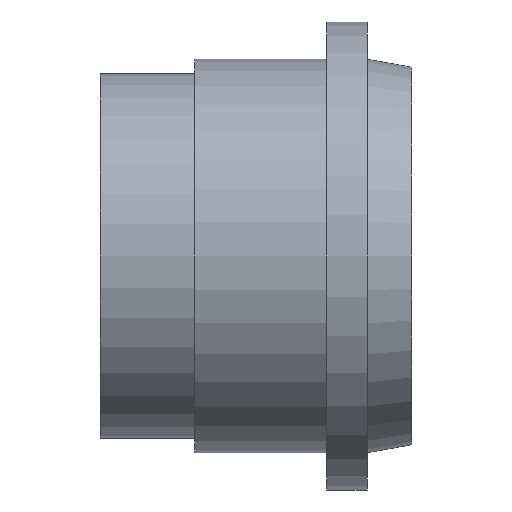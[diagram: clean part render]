
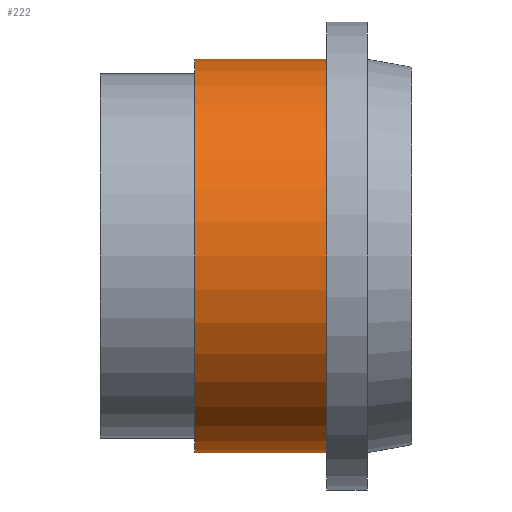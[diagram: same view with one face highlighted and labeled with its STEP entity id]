
A CAD part, front view. The second image highlights one B-rep face of the part: STEP entity #222.
In plain terms, the highlighted cylindrical face has radius 14.5 mm (diameter 29 mm), a partial arc.
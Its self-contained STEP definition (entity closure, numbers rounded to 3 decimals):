
#26 = DIRECTION ( 'NONE',  ( -1., 0., 0. ) ) ;
#49 = DIRECTION ( 'NONE',  ( -1., 0., 0. ) ) ;
#60 = CIRCLE ( 'NONE', #125, 14.5 ) ;
#62 = CARTESIAN_POINT ( 'NONE',  ( -16., 0., 0. ) ) ;
#89 = VERTEX_POINT ( 'NONE', #216 ) ;
#112 = EDGE_CURVE ( 'NONE', #434, #89, #402, .T. ) ;
#124 = ORIENTED_EDGE ( 'NONE', *, *, #129, .T. ) ;
#125 = AXIS2_PLACEMENT_3D ( 'NONE', #134, #252, #475 ) ;
#129 = EDGE_CURVE ( 'NONE', #241, #220, #60, .T. ) ;
#134 = CARTESIAN_POINT ( 'NONE',  ( -6.302, 0., 0. ) ) ;
#137 = CARTESIAN_POINT ( 'NONE',  ( -45.952, 0., 0. ) ) ;
#178 = DIRECTION ( 'NONE',  ( 0., 0., 1. ) ) ;
#188 = VECTOR ( 'NONE', #421, 1000. ) ;
#192 = CARTESIAN_POINT ( 'NONE',  ( -45.952, 0., 14.5 ) ) ;
#216 = CARTESIAN_POINT ( 'NONE',  ( -16., 0., 14.5 ) ) ;
#220 = VERTEX_POINT ( 'NONE', #317 ) ;
#222 = ADVANCED_FACE ( 'NONE', ( #287 ), #431, .T. ) ;
#223 = ORIENTED_EDGE ( 'NONE', *, *, #112, .F. ) ;
#241 = VERTEX_POINT ( 'NONE', #327 ) ;
#252 = DIRECTION ( 'NONE',  ( -1., 0., 0. ) ) ;
#275 = LINE ( 'NONE', #465, #480 ) ;
#279 = CARTESIAN_POINT ( 'NONE',  ( -16., 0., -14.5 ) ) ;
#287 = FACE_OUTER_BOUND ( 'NONE', #457, .T. ) ;
#310 = LINE ( 'NONE', #192, #188 ) ;
#317 = CARTESIAN_POINT ( 'NONE',  ( -6.302, 0., 14.5 ) ) ;
#327 = CARTESIAN_POINT ( 'NONE',  ( -6.302, 0., -14.5 ) ) ;
#330 = ORIENTED_EDGE ( 'NONE', *, *, #415, .F. ) ;
#353 = DIRECTION ( 'NONE',  ( -1., 0., 0. ) ) ;
#357 = DIRECTION ( 'NONE',  ( 0., 0., 1. ) ) ;
#370 = AXIS2_PLACEMENT_3D ( 'NONE', #137, #26, #178 ) ;
#402 = CIRCLE ( 'NONE', #488, 14.5 ) ;
#415 = EDGE_CURVE ( 'NONE', #241, #434, #275, .T. ) ;
#421 = DIRECTION ( 'NONE',  ( -1., 0., 0. ) ) ;
#431 = CYLINDRICAL_SURFACE ( 'NONE', #370, 14.5 ) ;
#434 = VERTEX_POINT ( 'NONE', #279 ) ;
#452 = EDGE_CURVE ( 'NONE', #220, #89, #310, .T. ) ;
#457 = EDGE_LOOP ( 'NONE', ( #330, #124, #486, #223 ) ) ;
#465 = CARTESIAN_POINT ( 'NONE',  ( -45.952, 0., -14.5 ) ) ;
#475 = DIRECTION ( 'NONE',  ( 0., 0., 1. ) ) ;
#480 = VECTOR ( 'NONE', #49, 1000. ) ;
#486 = ORIENTED_EDGE ( 'NONE', *, *, #452, .T. ) ;
#488 = AXIS2_PLACEMENT_3D ( 'NONE', #62, #353, #357 ) ;
